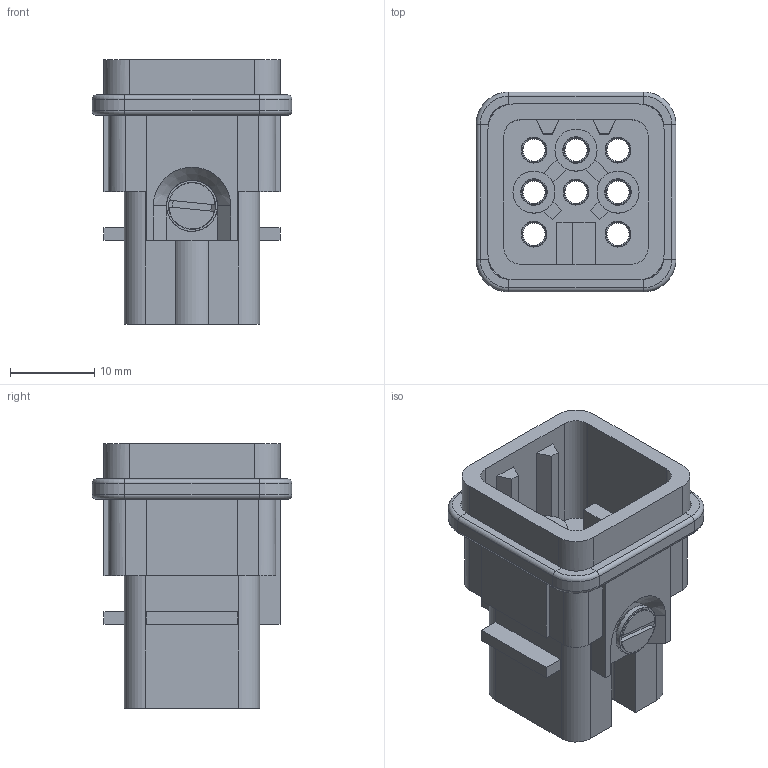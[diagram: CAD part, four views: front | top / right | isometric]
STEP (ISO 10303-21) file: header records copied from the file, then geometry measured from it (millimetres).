
FILE_DESCRIPTION(('CATIA V5 STEP','CAx-IF Rec.Pracs.--- Model Styling and Organization---1.2---2011-12-15'),'2;1');
FILE_NAME ('13455611_2', '2018-08-20T09:52:31+00:00', ('none'), ('Weidmueller'), 'CATIA Version 5-6 Release 2014 SP4 HF52', 'CATIA V5 STEP AP214', 'none');
FILE_SCHEMA(('AUTOMOTIVE_DESIGN { 1 0 10303 214 1 1 1 1 }'));
Length unit declared in the file: millimetre
Products named in the file (1): 1650590000
Bounding box: 23.8 x 23.8 x 31.5 mm (x, y, z)
Volume: 5596 mm3; surface area: 7242.3 mm2
Topology: 1 solids, 3 shells, 721 faces, 1987 edges, 1259 vertices
Faces by surface type: bspline 204, cone 179, plane 175, cylinder 129, torus 34
Entity records: 28584 total; most frequent: CARTESIAN_POINT 13014, ORIENTED_EDGE 3974, EDGE_CURVE 1987, DIRECTION 1927, VERTEX_POINT 1259, AXIS2_PLACEMENT_3D 908, EDGE_LOOP 776, VECTOR 722
